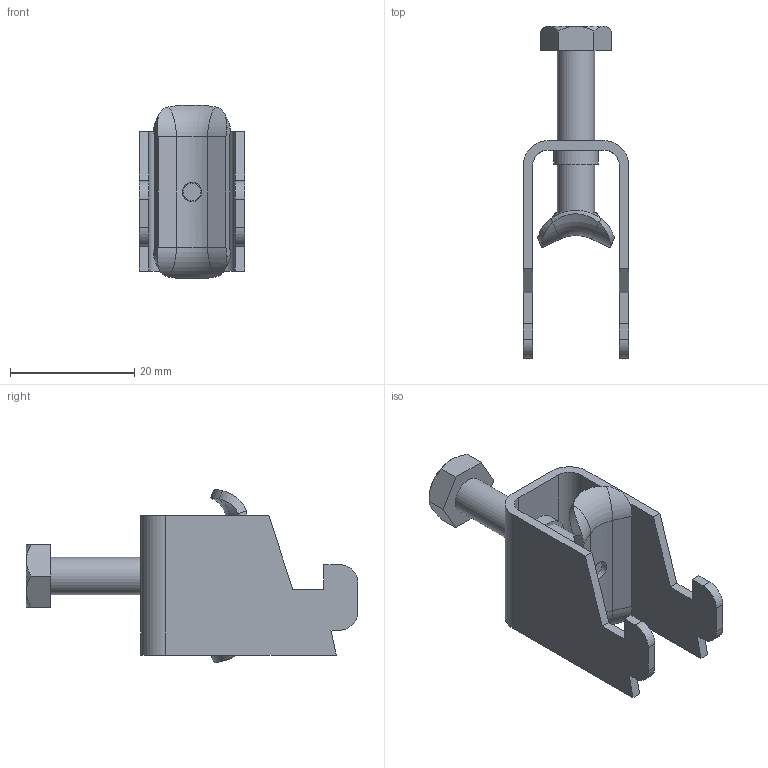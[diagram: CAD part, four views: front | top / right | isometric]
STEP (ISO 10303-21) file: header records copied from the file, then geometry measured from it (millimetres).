
FILE_DESCRIPTION (( 'STEP AP214' ), '1' );
FILE_NAME ('1187002.stp', '2023-07-04T07:32:03', ( '' ), ( '' ), 'SwSTEP 2.0', 'SolidWorks 2022', '' );
FILE_SCHEMA (( 'AUTOMOTIVE_DESIGN' ));
Length unit declared in the file: millimetre
Products named in the file (4): 157121_1Fach; 142951_M6 x 26; 1187002; 203331_Standard
Assembly tree (3 placements, depth 2):
  1187002
    157121_1Fach
    142951_M6 x 26
    203331_Standard
Bounding box: 17 x 53.5 x 28 mm (x, y, z)
Volume: 4024.3 mm3; surface area: 5235.7 mm2
Topology: 3 solids, 3 shells, 108 faces, 270 edges, 170 vertices
Faces by surface type: plane 61, cylinder 29, bspline 8, cone 6, torus 4
Full cylindrical faces by diameter (mm): 2.9 x1, 3.1 x1, 4.2 x1, 6 x1, 7.2 x1, 8.2 x1
Entity records: 3828 total; most frequent: CARTESIAN_POINT 1257, ORIENTED_EDGE 514, DIRECTION 474, EDGE_CURVE 257, VERTEX_POINT 167, AXIS2_PLACEMENT_3D 166, VECTOR 142, LINE 142
